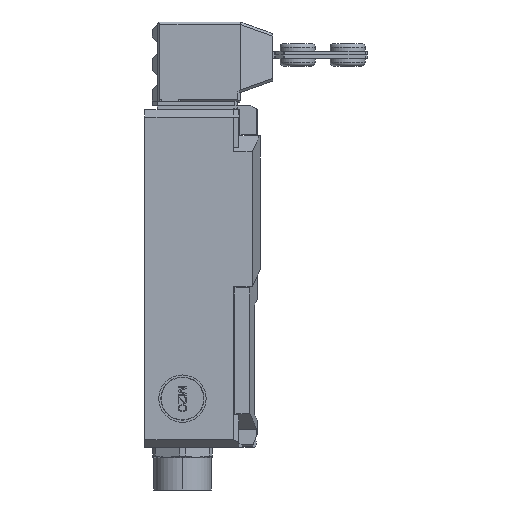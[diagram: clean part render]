
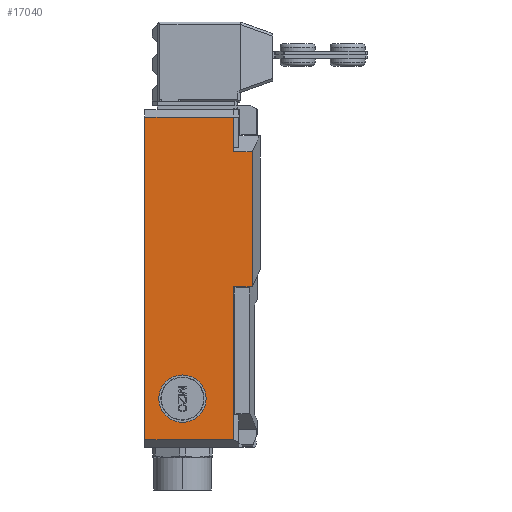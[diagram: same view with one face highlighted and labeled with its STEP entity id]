
A CAD part, left-side view. The second image highlights one B-rep face of the part: STEP entity #17040.
In plain terms, the highlighted planar face has unit normal (-1, 0, 0).
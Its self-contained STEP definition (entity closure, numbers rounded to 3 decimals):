
#2324=DIRECTION('',(0.,0.,-1.));
#2325=VECTOR('',#2324,10.);
#2326=CARTESIAN_POINT('',(-21.25,-14.5,-123.5));
#2327=LINE('',#2326,#2325);
#2328=DIRECTION('',(0.,1.,0.));
#2329=VECTOR('',#2328,35.5);
#2330=CARTESIAN_POINT('',(-21.25,-14.5,-133.5));
#2331=LINE('',#2330,#2329);
#2332=DIRECTION('',(0.,0.,1.));
#2333=VECTOR('',#2332,129.);
#2334=CARTESIAN_POINT('',(-21.25,21.,-133.5));
#2335=LINE('',#2334,#2333);
#2336=DIRECTION('',(0.,0.,-1.));
#2337=VECTOR('',#2336,13.793);
#2338=CARTESIAN_POINT('',(-21.25,-14.5,-4.5));
#2339=LINE('',#2338,#2337);
#2340=DIRECTION('',(0.,0.,-1.));
#2341=VECTOR('',#2340,51.216);
#2342=CARTESIAN_POINT('',(-21.25,-14.5,-72.284));
#2343=LINE('',#2342,#2341);
#2344=CARTESIAN_POINT('',(-21.25,6.,-117.));
#2345=DIRECTION('',(-1.,0.,0.));
#2346=DIRECTION('',(0.,-1.,0.));
#2347=AXIS2_PLACEMENT_3D('',#2344,#2345,#2346);
#2349=CARTESIAN_POINT('',(-21.25,6.,-117.));
#2350=DIRECTION('',(-1.,0.,0.));
#2351=DIRECTION('',(0.,1.,0.));
#2352=AXIS2_PLACEMENT_3D('',#2349,#2350,#2351);
#2354=DIRECTION('',(0.,1.,0.));
#2355=VECTOR('',#2354,35.5);
#2356=CARTESIAN_POINT('',(-21.25,-14.5,-4.5));
#2357=LINE('',#2356,#2355);
#2362=DIRECTION('',(0.,1.,0.));
#2363=VECTOR('',#2362,7.352);
#2364=CARTESIAN_POINT('',(-21.25,-21.852,-18.293));
#2365=LINE('',#2364,#2363);
#2366=DIRECTION('',(0.,0.,1.));
#2367=VECTOR('',#2366,53.991);
#2368=CARTESIAN_POINT('',(-21.25,-21.852,-72.284));
#2369=LINE('',#2368,#2367);
#2766=DIRECTION('',(0.,-1.,0.));
#2767=VECTOR('',#2766,7.352);
#2768=CARTESIAN_POINT('',(-21.25,-14.5,-72.284));
#2769=LINE('',#2768,#2767);
#10316=CARTESIAN_POINT('',(-21.25,-14.5,-18.293));
#10317=VERTEX_POINT('',#10316);
#10344=CARTESIAN_POINT('',(-21.25,21.,-4.5));
#10345=VERTEX_POINT('',#10344);
#10346=CARTESIAN_POINT('',(-21.25,21.,-133.5));
#10347=VERTEX_POINT('',#10346);
#11584=CARTESIAN_POINT('',(-21.25,-14.5,-123.5));
#11585=VERTEX_POINT('',#11584);
#11586=CARTESIAN_POINT('',(-21.25,-14.5,-133.5));
#11587=VERTEX_POINT('',#11586);
#12008=CARTESIAN_POINT('',(-21.25,-14.5,-4.5));
#12009=VERTEX_POINT('',#12008);
#12010=CARTESIAN_POINT('',(-21.25,-21.852,-18.293));
#12011=VERTEX_POINT('',#12010);
#12012=CARTESIAN_POINT('',(-21.25,-21.852,-72.284));
#12013=VERTEX_POINT('',#12012);
#12014=CARTESIAN_POINT('',(-21.25,-14.5,-72.284));
#12015=VERTEX_POINT('',#12014);
#12016=CARTESIAN_POINT('',(-21.25,-3.46,-117.));
#12017=CARTESIAN_POINT('',(-21.25,15.46,-117.));
#12018=VERTEX_POINT('',#12016);
#12019=VERTEX_POINT('',#12017);
#17013=CARTESIAN_POINT('',(-21.25,-0.426,-69.));
#17014=DIRECTION('',(1.,0.,0.));
#17015=DIRECTION('',(0.,1.,0.));
#17016=AXIS2_PLACEMENT_3D('',#17013,#17014,#17015);
#17017=PLANE('',#17016);
#17018=ORIENTED_EDGE('',*,*,#15110,.T.);
#17019=ORIENTED_EDGE('',*,*,#15127,.T.);
#17020=ORIENTED_EDGE('',*,*,#14885,.T.);
#17022=ORIENTED_EDGE('',*,*,#17021,.F.);
#17023=ORIENTED_EDGE('',*,*,#13639,.T.);
#17025=ORIENTED_EDGE('',*,*,#17024,.F.);
#17027=ORIENTED_EDGE('',*,*,#17026,.F.);
#17029=ORIENTED_EDGE('',*,*,#17028,.F.);
#17031=ORIENTED_EDGE('',*,*,#17030,.T.);
#17032=EDGE_LOOP('',(#17018,#17019,#17020,#17022,#17023,#17025,#17027,#17029,
#17031));
#17033=FACE_OUTER_BOUND('',#17032,.F.);
#17035=ORIENTED_EDGE('',*,*,#17034,.T.);
#17037=ORIENTED_EDGE('',*,*,#17036,.T.);
#17038=EDGE_LOOP('',(#17035,#17037));
#17039=FACE_BOUND('',#17038,.F.);
#17040=ADVANCED_FACE('',(#17033,#17039),#17017,.F.);
#2348=CIRCLE('',#2347,9.46);
#2353=CIRCLE('',#2352,9.46);
#13639=EDGE_CURVE('',#12009,#10317,#2339,.T.);
#14885=EDGE_CURVE('',#10347,#10345,#2335,.T.);
#15110=EDGE_CURVE('',#11585,#11587,#2327,.T.);
#15127=EDGE_CURVE('',#11587,#10347,#2331,.T.);
#17021=EDGE_CURVE('',#12009,#10345,#2357,.T.);
#17024=EDGE_CURVE('',#12011,#10317,#2365,.T.);
#17026=EDGE_CURVE('',#12013,#12011,#2369,.T.);
#17028=EDGE_CURVE('',#12015,#12013,#2769,.T.);
#17030=EDGE_CURVE('',#12015,#11585,#2343,.T.);
#17034=EDGE_CURVE('',#12018,#12019,#2348,.T.);
#17036=EDGE_CURVE('',#12019,#12018,#2353,.T.);
